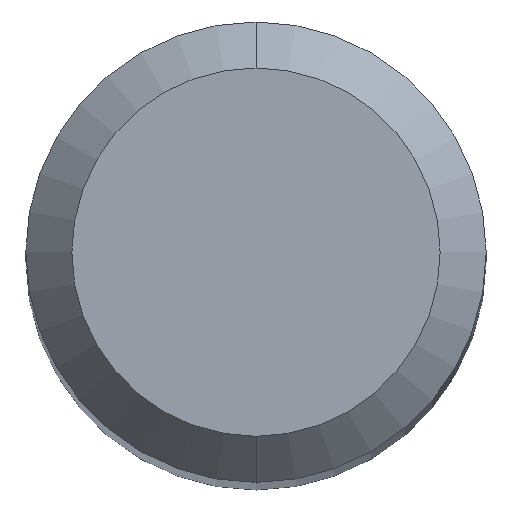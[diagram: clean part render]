
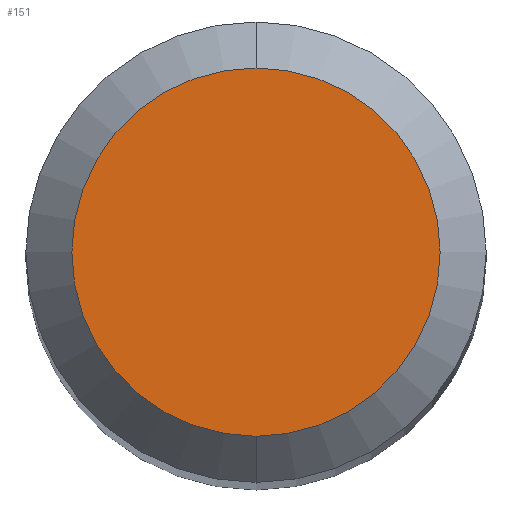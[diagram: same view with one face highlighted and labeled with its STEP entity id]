
A CAD part, top view. The second image highlights one B-rep face of the part: STEP entity #151.
In plain terms, the highlighted planar face has unit normal (0, 0, 1).
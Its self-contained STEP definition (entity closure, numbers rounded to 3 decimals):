
#111=VERTEX_POINT('',#264);
#135=EDGE_CURVE('',#205,#111,#290,.T.);
#151=ADVANCED_FACE('',(#306),#307,.T.);
#193=EDGE_CURVE('',#111,#205,#353,.T.);
#205=VERTEX_POINT('',#367);
#264=CARTESIAN_POINT('',(0.,-1.2,0.0));
#290=CIRCLE('',#463,1.2);
#306=FACE_OUTER_BOUND('',#485,.T.);
#307=PLANE('',#486);
#353=CIRCLE('',#548,1.2);
#367=CARTESIAN_POINT('',(0.0,1.2,0.0));
#463=AXIS2_PLACEMENT_3D('',#653,#654,#655);
#485=EDGE_LOOP('',(#665,#666));
#486=AXIS2_PLACEMENT_3D('',#667,#668,#669);
#548=AXIS2_PLACEMENT_3D('',#725,#726,#727);
#653=CARTESIAN_POINT('',(0.0,0.0,0.0));
#654=DIRECTION('',(0.0,0.0,-1.0));
#655=DIRECTION('',(0.0,1.0,0.0));
#665=ORIENTED_EDGE('',*,*,#135,.F.);
#666=ORIENTED_EDGE('',*,*,#193,.F.);
#667=CARTESIAN_POINT('',(0.0,0.6,0.0));
#668=DIRECTION('',(-0.0,0.0,1.0));
#669=DIRECTION('',(0.0,-1.0,0.0));
#725=CARTESIAN_POINT('',(0.0,0.0,0.0));
#726=DIRECTION('',(0.0,0.0,-1.0));
#727=DIRECTION('',(0.0,1.0,0.0));
